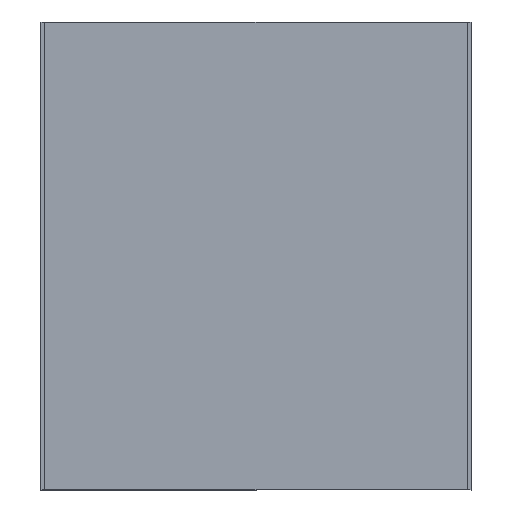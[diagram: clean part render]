
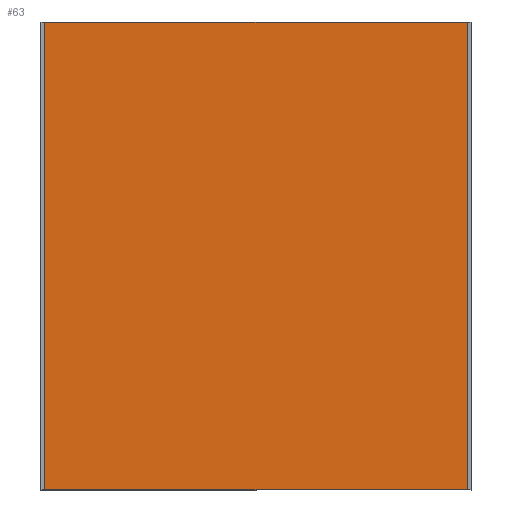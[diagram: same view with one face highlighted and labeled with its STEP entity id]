
A CAD part, top view. The second image highlights one B-rep face of the part: STEP entity #63.
In plain terms, the highlighted planar face has unit normal (0, 0, 1).
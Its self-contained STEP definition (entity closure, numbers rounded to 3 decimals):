
#12 = ORIENTED_EDGE ( 'NONE', *, *, #305, .T. ) ;
#37 = EDGE_CURVE ( 'NONE', #322, #320, #62, .T. ) ;
#62 = LINE ( 'NONE', #112, #100 ) ;
#63 = ADVANCED_FACE ( 'NONE', ( #71 ), #120, .T. ) ;
#67 = EDGE_LOOP ( 'NONE', ( #12, #273, #240, #142 ) ) ;
#70 = CARTESIAN_POINT ( 'NONE',  ( -113., -125., 2. ) ) ;
#71 = FACE_OUTER_BOUND ( 'NONE', #67, .T. ) ;
#89 = LINE ( 'NONE', #190, #129 ) ;
#92 = LINE ( 'NONE', #290, #255 ) ;
#95 = DIRECTION ( 'NONE',  ( 0., -1., 0. ) ) ;
#100 = VECTOR ( 'NONE', #270, 1000. ) ;
#103 = DIRECTION ( 'NONE',  ( -1., 0., 0. ) ) ;
#105 = VECTOR ( 'NONE', #103, 1000. ) ;
#110 = CARTESIAN_POINT ( 'NONE',  ( 0., 0., 2. ) ) ;
#112 = CARTESIAN_POINT ( 'NONE',  ( 115., -125., 2. ) ) ;
#115 = DIRECTION ( 'NONE',  ( 0., 1., 0. ) ) ;
#120 = PLANE ( 'NONE',  #303 ) ;
#129 = VECTOR ( 'NONE', #95, 1000. ) ;
#142 = ORIENTED_EDGE ( 'NONE', *, *, #176, .T. ) ;
#173 = LINE ( 'NONE', #301, #105 ) ;
#176 = EDGE_CURVE ( 'NONE', #184, #324, #173, .T. ) ;
#181 = CARTESIAN_POINT ( 'NONE',  ( 113., -125., 2. ) ) ;
#183 = DIRECTION ( 'NONE',  ( 1., 0., 0. ) ) ;
#184 = VERTEX_POINT ( 'NONE', #275 ) ;
#190 = CARTESIAN_POINT ( 'NONE',  ( -113., -125., 2. ) ) ;
#240 = ORIENTED_EDGE ( 'NONE', *, *, #325, .T. ) ;
#242 = CARTESIAN_POINT ( 'NONE',  ( -113., 125., 2. ) ) ;
#255 = VECTOR ( 'NONE', #115, 1000. ) ;
#270 = DIRECTION ( 'NONE',  ( 1., 0., 0. ) ) ;
#273 = ORIENTED_EDGE ( 'NONE', *, *, #37, .T. ) ;
#275 = CARTESIAN_POINT ( 'NONE',  ( 113., 125., 2. ) ) ;
#290 = CARTESIAN_POINT ( 'NONE',  ( 113., -125., 2. ) ) ;
#301 = CARTESIAN_POINT ( 'NONE',  ( 115., 125., 2. ) ) ;
#303 = AXIS2_PLACEMENT_3D ( 'NONE', #110, #315, #183 ) ;
#305 = EDGE_CURVE ( 'NONE', #324, #322, #89, .T. ) ;
#315 = DIRECTION ( 'NONE',  ( 0., 0., 1. ) ) ;
#320 = VERTEX_POINT ( 'NONE', #181 ) ;
#322 = VERTEX_POINT ( 'NONE', #70 ) ;
#324 = VERTEX_POINT ( 'NONE', #242 ) ;
#325 = EDGE_CURVE ( 'NONE', #320, #184, #92, .T. ) ;
